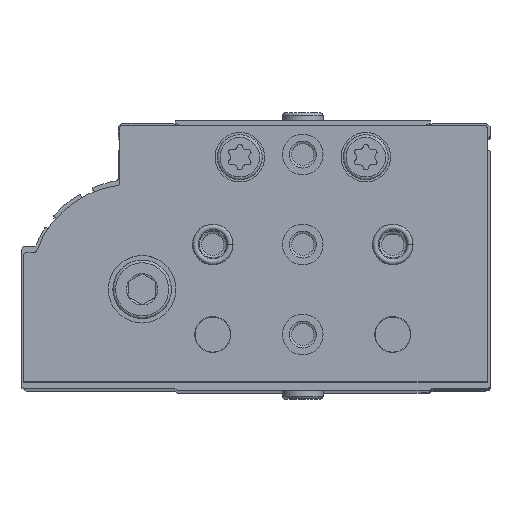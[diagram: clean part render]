
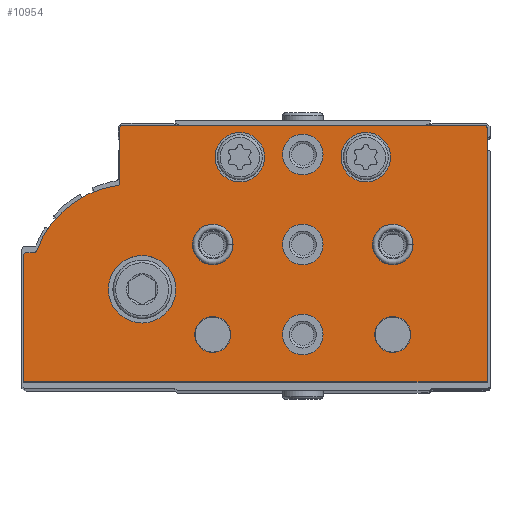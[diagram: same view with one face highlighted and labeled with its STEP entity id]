
A CAD part, top view. The second image highlights one B-rep face of the part: STEP entity #10954.
In plain terms, the highlighted face is planar.
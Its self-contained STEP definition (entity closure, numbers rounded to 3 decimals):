
#1118=LINE('',#18618,#1959);
#1120=LINE('',#18622,#1961);
#1122=LINE('',#18626,#1963);
#1125=LINE('',#18634,#1966);
#1130=LINE('',#18650,#1971);
#1133=LINE('',#18658,#1974);
#1959=VECTOR('',#15065,1000.);
#1961=VECTOR('',#15069,1000.);
#1963=VECTOR('',#15073,1000.);
#1966=VECTOR('',#15082,1000.);
#1971=VECTOR('',#15101,1000.);
#1974=VECTOR('',#15110,1000.);
#4241=ORIENTED_EDGE('',*,*,#6194,.T.);
#4242=ORIENTED_EDGE('',*,*,#6195,.T.);
#4243=ORIENTED_EDGE('',*,*,#6196,.T.);
#4244=ORIENTED_EDGE('',*,*,#6197,.T.);
#4245=ORIENTED_EDGE('',*,*,#6198,.T.);
#4246=ORIENTED_EDGE('',*,*,#6199,.T.);
#4247=ORIENTED_EDGE('',*,*,#6200,.T.);
#4248=ORIENTED_EDGE('',*,*,#6201,.T.);
#4249=ORIENTED_EDGE('',*,*,#6202,.T.);
#4250=ORIENTED_EDGE('',*,*,#6203,.T.);
#4251=ORIENTED_EDGE('',*,*,#6169,.F.);
#4252=ORIENTED_EDGE('',*,*,#6192,.F.);
#4253=ORIENTED_EDGE('',*,*,#6190,.F.);
#4254=ORIENTED_EDGE('',*,*,#6188,.F.);
#4255=ORIENTED_EDGE('',*,*,#6186,.T.);
#4256=ORIENTED_EDGE('',*,*,#6184,.F.);
#4257=ORIENTED_EDGE('',*,*,#6182,.T.);
#4258=ORIENTED_EDGE('',*,*,#6180,.F.);
#4259=ORIENTED_EDGE('',*,*,#6178,.F.);
#4260=ORIENTED_EDGE('',*,*,#6176,.F.);
#4261=ORIENTED_EDGE('',*,*,#6174,.F.);
#4262=ORIENTED_EDGE('',*,*,#6172,.F.);
#6169=EDGE_CURVE('',#7367,#7368,#8025,.T.);
#6172=EDGE_CURVE('',#7368,#7369,#1118,.T.);
#6174=EDGE_CURVE('',#7369,#7370,#1120,.T.);
#6176=EDGE_CURVE('',#7370,#7371,#1122,.T.);
#6178=EDGE_CURVE('',#7371,#7372,#8026,.T.);
#6180=EDGE_CURVE('',#7372,#7373,#1125,.T.);
#6182=EDGE_CURVE('',#7374,#7373,#8027,.T.);
#6184=EDGE_CURVE('',#7374,#7375,#8028,.T.);
#6186=EDGE_CURVE('',#7376,#7375,#8029,.T.);
#6188=EDGE_CURVE('',#7376,#7377,#1130,.T.);
#6190=EDGE_CURVE('',#7377,#7378,#8030,.T.);
#6192=EDGE_CURVE('',#7378,#7367,#1133,.T.);
#6194=EDGE_CURVE('',#7379,#7379,#8031,.T.);
#6195=EDGE_CURVE('',#7380,#7380,#8032,.T.);
#6196=EDGE_CURVE('',#7381,#7381,#8033,.T.);
#6197=EDGE_CURVE('',#7382,#7382,#8034,.T.);
#6198=EDGE_CURVE('',#7383,#7383,#8035,.T.);
#6199=EDGE_CURVE('',#7384,#7384,#8036,.T.);
#6200=EDGE_CURVE('',#7385,#7385,#8037,.T.);
#6201=EDGE_CURVE('',#7386,#7386,#8038,.T.);
#6202=EDGE_CURVE('',#7387,#7387,#8039,.T.);
#6203=EDGE_CURVE('',#7388,#7388,#8040,.T.);
#7367=VERTEX_POINT('',#18613);
#7368=VERTEX_POINT('',#18614);
#7369=VERTEX_POINT('',#18619);
#7370=VERTEX_POINT('',#18623);
#7371=VERTEX_POINT('',#18627);
#7372=VERTEX_POINT('',#18631);
#7373=VERTEX_POINT('',#18635);
#7374=VERTEX_POINT('',#18639);
#7375=VERTEX_POINT('',#18643);
#7376=VERTEX_POINT('',#18647);
#7377=VERTEX_POINT('',#18651);
#7378=VERTEX_POINT('',#18655);
#7379=VERTEX_POINT('',#18662);
#7380=VERTEX_POINT('',#18664);
#7381=VERTEX_POINT('',#18666);
#7382=VERTEX_POINT('',#18668);
#7383=VERTEX_POINT('',#18670);
#7384=VERTEX_POINT('',#18672);
#7385=VERTEX_POINT('',#18674);
#7386=VERTEX_POINT('',#18676);
#7387=VERTEX_POINT('',#18678);
#7388=VERTEX_POINT('',#18680);
#8025=CIRCLE('',#12298,0.5);
#8026=CIRCLE('',#12303,0.5);
#8027=CIRCLE('',#12306,0.5);
#8028=CIRCLE('',#12308,22.5);
#8029=CIRCLE('',#12310,0.5);
#8030=CIRCLE('',#12313,0.5);
#8031=CIRCLE('',#12316,7.5);
#8032=CIRCLE('',#12317,4.5);
#8033=CIRCLE('',#12318,5.5);
#8034=CIRCLE('',#12319,5.5);
#8035=CIRCLE('',#12320,4.5);
#8036=CIRCLE('',#12321,4.5);
#8037=CIRCLE('',#12322,4.5);
#8038=CIRCLE('',#12323,4.);
#8039=CIRCLE('',#12324,4.5);
#8040=CIRCLE('',#12325,4.);
#8850=EDGE_LOOP('',(#4241));
#8851=EDGE_LOOP('',(#4242));
#8852=EDGE_LOOP('',(#4243));
#8853=EDGE_LOOP('',(#4244));
#8854=EDGE_LOOP('',(#4245));
#8855=EDGE_LOOP('',(#4246));
#8856=EDGE_LOOP('',(#4247));
#8857=EDGE_LOOP('',(#4248));
#8858=EDGE_LOOP('',(#4249));
#8859=EDGE_LOOP('',(#4250));
#8860=EDGE_LOOP('',(#4251,#4252,#4253,#4254,#4255,#4256,#4257,#4258,#4259,
#4260,#4261,#4262));
#9820=FACE_BOUND('',#8850,.T.);
#9821=FACE_BOUND('',#8851,.T.);
#9822=FACE_BOUND('',#8852,.T.);
#9823=FACE_BOUND('',#8853,.T.);
#9824=FACE_BOUND('',#8854,.T.);
#9825=FACE_BOUND('',#8855,.T.);
#9826=FACE_BOUND('',#8856,.T.);
#9827=FACE_BOUND('',#8857,.T.);
#9828=FACE_BOUND('',#8858,.T.);
#9829=FACE_BOUND('',#8859,.T.);
#9830=FACE_BOUND('',#8860,.T.);
#10419=PLANE('',#12315);
#10954=ADVANCED_FACE('',(#9820,#9821,#9822,#9823,#9824,#9825,#9826,#9827,
#9828,#9829,#9830),#10419,.F.);
#12298=AXIS2_PLACEMENT_3D('',#18612,#15059,#15060);
#12303=AXIS2_PLACEMENT_3D('',#18630,#15077,#15078);
#12306=AXIS2_PLACEMENT_3D('',#18638,#15086,#15087);
#12308=AXIS2_PLACEMENT_3D('',#18642,#15091,#15092);
#12310=AXIS2_PLACEMENT_3D('',#18646,#15096,#15097);
#12313=AXIS2_PLACEMENT_3D('',#18654,#15105,#15106);
#12315=AXIS2_PLACEMENT_3D('',#18660,#15112,#15113);
#12316=AXIS2_PLACEMENT_3D('',#18661,#15114,#15115);
#12317=AXIS2_PLACEMENT_3D('',#18663,#15116,#15117);
#12318=AXIS2_PLACEMENT_3D('',#18665,#15118,#15119);
#12319=AXIS2_PLACEMENT_3D('',#18667,#15120,#15121);
#12320=AXIS2_PLACEMENT_3D('',#18669,#15122,#15123);
#12321=AXIS2_PLACEMENT_3D('',#18671,#15124,#15125);
#12322=AXIS2_PLACEMENT_3D('',#18673,#15126,#15127);
#12323=AXIS2_PLACEMENT_3D('',#18675,#15128,#15129);
#12324=AXIS2_PLACEMENT_3D('',#18677,#15130,#15131);
#12325=AXIS2_PLACEMENT_3D('',#18679,#15132,#15133);
#15059=DIRECTION('',(0.,0.,1.));
#15060=DIRECTION('',(1.,0.,0.));
#15065=DIRECTION('',(0.,-1.,0.));
#15069=DIRECTION('',(1.,0.,0.));
#15073=DIRECTION('',(0.,1.,0.));
#15077=DIRECTION('',(0.,0.,1.));
#15078=DIRECTION('',(1.,0.,0.));
#15082=DIRECTION('',(-1.,0.,0.));
#15086=DIRECTION('',(0.,0.,1.));
#15087=DIRECTION('',(1.,0.,0.));
#15091=DIRECTION('',(0.,0.,1.));
#15092=DIRECTION('',(1.,0.,0.));
#15096=DIRECTION('',(0.,0.,1.));
#15097=DIRECTION('',(1.,0.,0.));
#15101=DIRECTION('',(0.,1.,0.));
#15105=DIRECTION('',(0.,0.,1.));
#15106=DIRECTION('',(1.,0.,0.));
#15110=DIRECTION('',(-1.,0.,0.));
#15112=DIRECTION('',(0.,0.,1.));
#15113=DIRECTION('',(1.,0.,0.));
#15114=DIRECTION('',(0.,0.,1.));
#15115=DIRECTION('',(1.,0.,0.));
#15116=DIRECTION('',(0.,0.,1.));
#15117=DIRECTION('',(1.,0.,0.));
#15118=DIRECTION('',(0.,0.,1.));
#15119=DIRECTION('',(1.,0.,0.));
#15120=DIRECTION('',(0.,0.,1.));
#15121=DIRECTION('',(1.,0.,0.));
#15122=DIRECTION('',(0.,0.,1.));
#15123=DIRECTION('',(1.,0.,0.));
#15124=DIRECTION('',(0.,0.,1.));
#15125=DIRECTION('',(1.,0.,0.));
#15126=DIRECTION('',(0.,0.,1.));
#15127=DIRECTION('',(1.,0.,0.));
#15128=DIRECTION('',(0.,0.,1.));
#15129=DIRECTION('',(1.,0.,0.));
#15130=DIRECTION('',(0.,0.,1.));
#15131=DIRECTION('',(1.,0.,0.));
#15132=DIRECTION('',(0.,0.,1.));
#15133=DIRECTION('',(1.,0.,0.));
#18612=CARTESIAN_POINT('',(0.5,56.5,0.));
#18613=CARTESIAN_POINT('',(0.5,57.,0.));
#18614=CARTESIAN_POINT('',(0.,56.5,0.));
#18618=CARTESIAN_POINT('',(0.,56.5,0.));
#18619=CARTESIAN_POINT('',(0.,0.,0.));
#18622=CARTESIAN_POINT('',(0.,0.,0.));
#18623=CARTESIAN_POINT('',(103.,0.,0.));
#18626=CARTESIAN_POINT('',(103.,0.,0.));
#18627=CARTESIAN_POINT('',(103.,28.2,0.));
#18630=CARTESIAN_POINT('',(102.5,28.2,0.));
#18631=CARTESIAN_POINT('',(102.5,28.7,0.));
#18634=CARTESIAN_POINT('',(102.5,28.7,0.));
#18635=CARTESIAN_POINT('',(100.637,28.7,0.));
#18638=CARTESIAN_POINT('',(100.637,29.2,0.));
#18639=CARTESIAN_POINT('',(100.167,29.03,0.));
#18642=CARTESIAN_POINT('',(79.,21.4,0.));
#18643=CARTESIAN_POINT('',(82.033,43.695,0.));
#18646=CARTESIAN_POINT('',(82.1,44.19,0.));
#18647=CARTESIAN_POINT('',(81.6,44.19,0.));
#18650=CARTESIAN_POINT('',(81.6,44.19,0.));
#18651=CARTESIAN_POINT('',(81.6,56.5,0.));
#18654=CARTESIAN_POINT('',(81.1,56.5,0.));
#18655=CARTESIAN_POINT('',(81.1,57.,0.));
#18658=CARTESIAN_POINT('',(81.1,57.,0.));
#18660=CARTESIAN_POINT('',(0.5,56.5,0.));
#18661=CARTESIAN_POINT('',(76.65,20.6,0.));
#18662=CARTESIAN_POINT('',(84.15,20.6,0.));
#18663=CARTESIAN_POINT('',(40.95,50.55,0.));
#18664=CARTESIAN_POINT('',(45.45,50.55,0.));
#18665=CARTESIAN_POINT('',(54.95,49.95,0.));
#18666=CARTESIAN_POINT('',(60.45,49.95,0.));
#18667=CARTESIAN_POINT('',(26.95,49.95,0.));
#18668=CARTESIAN_POINT('',(32.45,49.95,0.));
#18669=CARTESIAN_POINT('',(60.95,30.55,0.));
#18670=CARTESIAN_POINT('',(65.45,30.55,0.));
#18671=CARTESIAN_POINT('',(40.95,30.55,0.));
#18672=CARTESIAN_POINT('',(45.45,30.55,0.));
#18673=CARTESIAN_POINT('',(20.95,30.55,0.));
#18674=CARTESIAN_POINT('',(25.45,30.55,0.));
#18675=CARTESIAN_POINT('',(60.95,10.55,0.));
#18676=CARTESIAN_POINT('',(64.95,10.55,0.));
#18677=CARTESIAN_POINT('',(40.95,10.55,0.));
#18678=CARTESIAN_POINT('',(45.45,10.55,0.));
#18679=CARTESIAN_POINT('',(20.95,10.55,0.));
#18680=CARTESIAN_POINT('',(24.95,10.55,0.));
